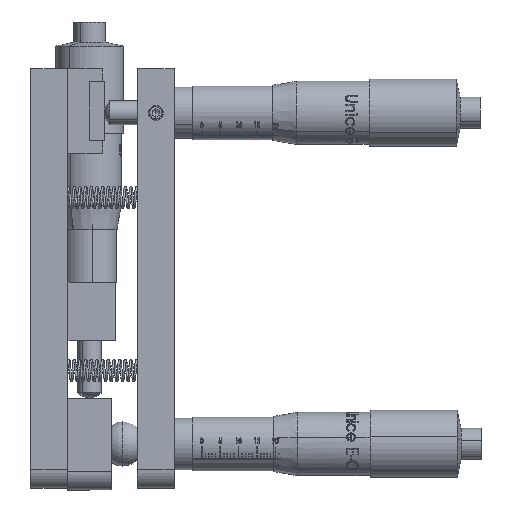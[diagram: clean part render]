
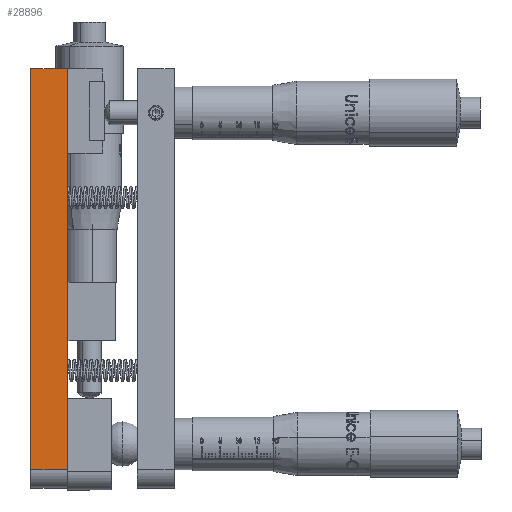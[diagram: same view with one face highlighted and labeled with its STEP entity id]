
A CAD part, left-side view. The second image highlights one B-rep face of the part: STEP entity #28896.
In plain terms, the highlighted planar face has unit normal (-1, 0, 0).
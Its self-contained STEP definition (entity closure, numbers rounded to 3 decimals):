
#1858 = CARTESIAN_POINT ( 'NONE',  ( 0., 29., 113.5 ) ) ;
#3040 = LINE ( 'NONE', #53926, #82052 ) ;
#3842 = LINE ( 'NONE', #35819, #51812 ) ;
#4082 = VECTOR ( 'NONE', #6444, 1000. ) ;
#4922 = ORIENTED_EDGE ( 'NONE', *, *, #82832, .T. ) ;
#6306 = DIRECTION ( 'NONE',  ( 0., 1., 0. ) ) ;
#6444 = DIRECTION ( 'NONE',  ( 0., 1., 0. ) ) ;
#6618 = ORIENTED_EDGE ( 'NONE', *, *, #9675, .T. ) ;
#9675 = EDGE_CURVE ( 'NONE', #70909, #70285, #3040, .T. ) ;
#11417 = FACE_OUTER_BOUND ( 'NONE', #89362, .T. ) ;
#14875 = CARTESIAN_POINT ( 'NONE',  ( 0., 39., 113.5 ) ) ;
#17688 = ORIENTED_EDGE ( 'NONE', *, *, #64216, .F. ) ;
#18445 = CARTESIAN_POINT ( 'NONE',  ( 0., 29., 4.5 ) ) ;
#28832 = VERTEX_POINT ( 'NONE', #57488 ) ;
#28896 = ADVANCED_FACE ( 'NONE', ( #11417 ), #80178, .F. ) ;
#33005 = DIRECTION ( 'NONE',  ( 0., 0., -1. ) ) ;
#34374 = CARTESIAN_POINT ( 'NONE',  ( 0., 29., 113.5 ) ) ;
#35819 = CARTESIAN_POINT ( 'NONE',  ( 0., 29., 113.5 ) ) ;
#38795 = AXIS2_PLACEMENT_3D ( 'NONE', #34374, #57816, #49774 ) ;
#41829 = ORIENTED_EDGE ( 'NONE', *, *, #58236, .F. ) ;
#49651 = LINE ( 'NONE', #73735, #4082 ) ;
#49774 = DIRECTION ( 'NONE',  ( 0., 0., 1. ) ) ;
#51812 = VECTOR ( 'NONE', #6306, 1000. ) ;
#53926 = CARTESIAN_POINT ( 'NONE',  ( 0., 39., 113.5 ) ) ;
#57488 = CARTESIAN_POINT ( 'NONE',  ( 0., 29., 113.5 ) ) ;
#57816 = DIRECTION ( 'NONE',  ( 1., 0., 0. ) ) ;
#58236 = EDGE_CURVE ( 'NONE', #98726, #70285, #49651, .T. ) ;
#61575 = LINE ( 'NONE', #1858, #74702 ) ;
#64216 = EDGE_CURVE ( 'NONE', #28832, #98726, #61575, .T. ) ;
#66244 = CARTESIAN_POINT ( 'NONE',  ( 0., 39., 4.5 ) ) ;
#70285 = VERTEX_POINT ( 'NONE', #66244 ) ;
#70909 = VERTEX_POINT ( 'NONE', #14875 ) ;
#73735 = CARTESIAN_POINT ( 'NONE',  ( 0., 29., 4.5 ) ) ;
#74702 = VECTOR ( 'NONE', #33005, 1000. ) ;
#80178 = PLANE ( 'NONE',  #38795 ) ;
#82052 = VECTOR ( 'NONE', #97659, 1000. ) ;
#82832 = EDGE_CURVE ( 'NONE', #28832, #70909, #3842, .T. ) ;
#89362 = EDGE_LOOP ( 'NONE', ( #6618, #41829, #17688, #4922 ) ) ;
#97659 = DIRECTION ( 'NONE',  ( 0., 0., -1. ) ) ;
#98726 = VERTEX_POINT ( 'NONE', #18445 ) ;
